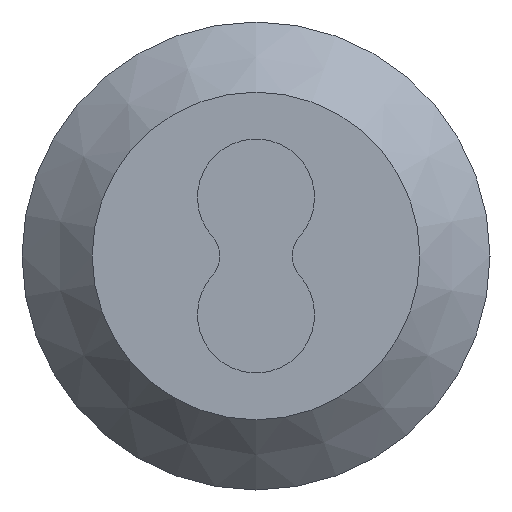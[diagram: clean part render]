
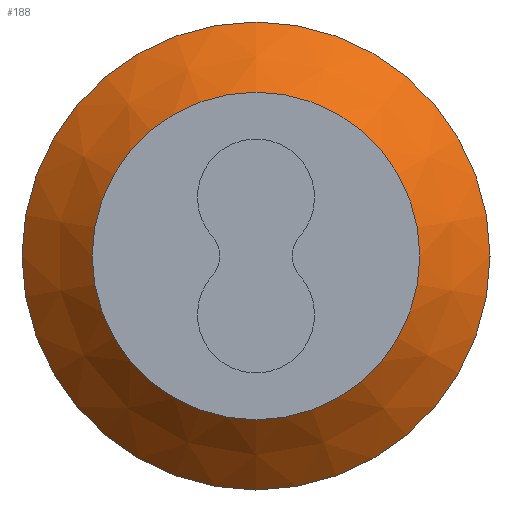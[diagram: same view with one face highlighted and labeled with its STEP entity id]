
A CAD part, left-side view. The second image highlights one B-rep face of the part: STEP entity #188.
In plain terms, the highlighted conical face has half-angle 45 degrees and reference radius 2 mm.
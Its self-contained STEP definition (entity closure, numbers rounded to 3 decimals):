
#20=CONICAL_SURFACE($,#209,2.,0.785);
#36=FACE_BOUND($,#62,.T.);
#44=FACE_OUTER_BOUND($,#61,.T.);
#61=EDGE_LOOP($,(#135));
#62=EDGE_LOOP($,(#136));
#80=CIRCLE($,#208,2.);
#81=CIRCLE($,#210,1.4);
#96=VERTEX_POINT($,#308);
#97=VERTEX_POINT($,#311);
#112=EDGE_CURVE($,#96,#96,#80,.T.);
#113=EDGE_CURVE($,#97,#97,#81,.T.);
#135=ORIENTED_EDGE($,*,*,#113,.F.);
#136=ORIENTED_EDGE($,*,*,#112,.T.);
#188=ADVANCED_FACE($,(#44,#36),#20,.T.);
#208=AXIS2_PLACEMENT_3D($,#309,#246,#247);
#209=AXIS2_PLACEMENT_3D($,#310,#248,#249);
#210=AXIS2_PLACEMENT_3D($,#312,#250,#251);
#246=DIRECTION('center_axis',(-1.,0.,0.));
#247=DIRECTION('ref_axis',(0.,0.,1.));
#248=DIRECTION('center_axis',(1.,0.,0.));
#249=DIRECTION('ref_axis',(0.,0.,-1.));
#250=DIRECTION('center_axis',(-1.,0.,0.));
#251=DIRECTION('ref_axis',(0.,0.,1.));
#308=CARTESIAN_POINT('',(-17.4,0.,2.));
#309=CARTESIAN_POINT('Origin',(-17.4,0.,0.));
#310=CARTESIAN_POINT('Origin',(-17.4,0.,0.));
#311=CARTESIAN_POINT('',(-18.,0.,1.4));
#312=CARTESIAN_POINT('Origin',(-18.,0.,0.));
